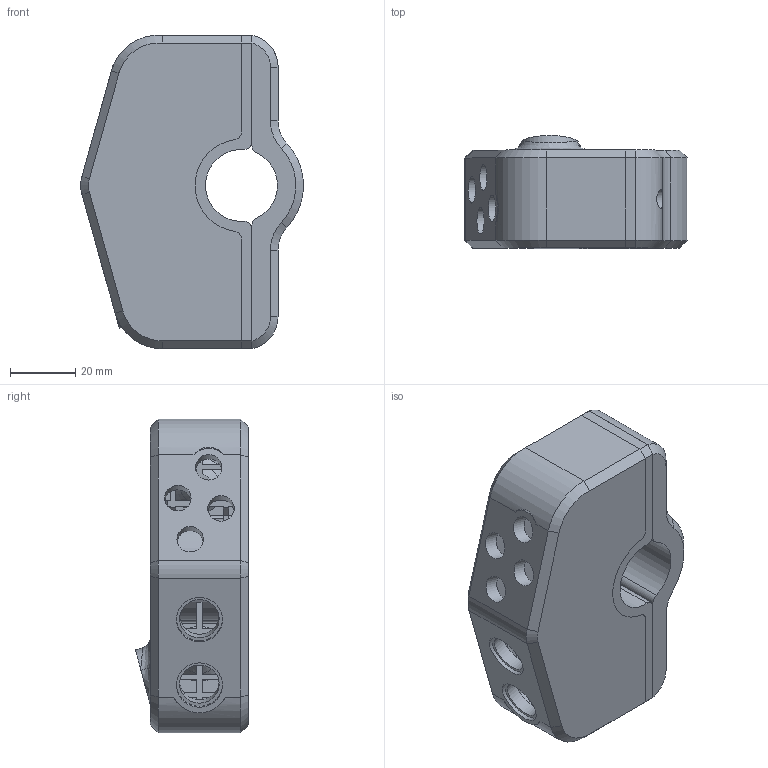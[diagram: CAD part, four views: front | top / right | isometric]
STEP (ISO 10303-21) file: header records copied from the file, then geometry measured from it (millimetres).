
FILE_DESCRIPTION(/* description */ ('STEP AP242','CAx-IF Rec.Pracs.---Representation and Presentation of Product Manufacturing Information (PMI)---4.0---2014-10-13','CAx-IF Rec.Pracs.---3D Tessellated Geometry---0.4---2014-09-14','2;1'),/* implementation_level */ '2;1');
FILE_NAME(/* name */ '665f3d031b0e5752cd56bd4c',/* time_stamp */ '2024-06-04T16:12:52Z',/* author */ (''),/* organization */ (''),/* preprocessor_version */ 'ST-DEVELOPER v20',/* originating_system */ ' ',/* authorisation */ ' ');
FILE_SCHEMA (('AP242_MANAGED_MODEL_BASED_3D_ENGINEERING_MIM_LF { 1 0 10303 442 1 1 4 }'));
Length unit declared in the file: millimetre
Products named in the file (3): Body; Cover; Clamp
Bounding box: 68.13 x 34.55 x 96 mm (x, y, z)
Volume: 71182.7 mm3; surface area: 45171 mm2
Topology: 3 solids, 3 shells, 469 faces, 1235 edges, 801 vertices
Faces by surface type: plane 285, cylinder 117, cone 50, bspline 11, torus 6
Full cylindrical faces by diameter (mm): 3.4 x8, 4.5 x4, 4.6 x4, 5.3 x4, 5.5 x2, 6 x2, 6.3 x2, 8.1 x4, 8.25 x2, 12 x2, 12.1 x3, 14 x1, 14.1 x2, 17.6 x1
Entity records: 14538 total; most frequent: CARTESIAN_POINT 3069, DIRECTION 2333, ORIENTED_EDGE 2330, EDGE_CURVE 1165, AXIS2_PLACEMENT_3D 806, VERTEX_POINT 784, LINE 721, VECTOR 721
